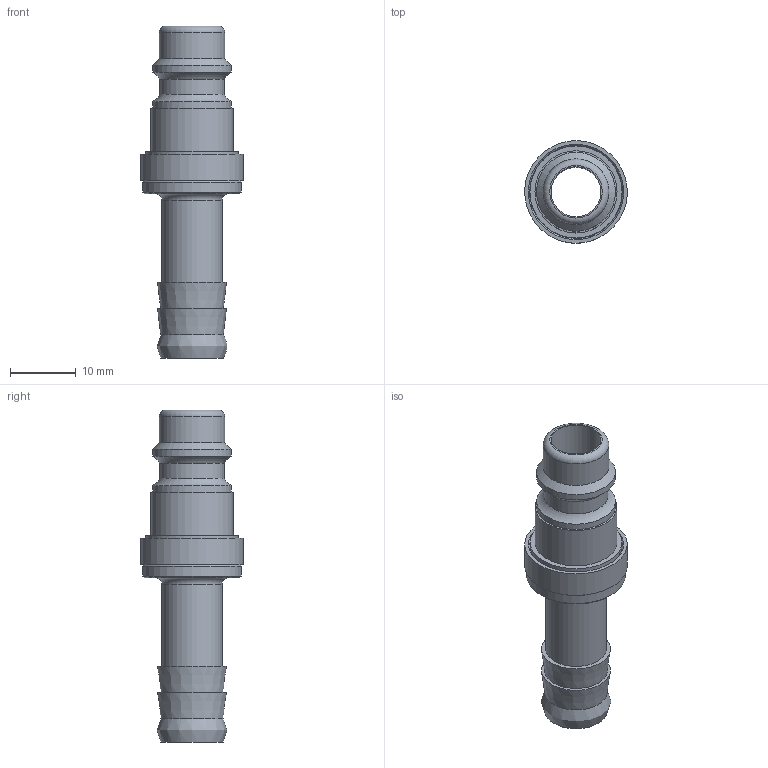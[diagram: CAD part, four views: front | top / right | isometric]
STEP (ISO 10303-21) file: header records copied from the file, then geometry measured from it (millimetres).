
FILE_DESCRIPTION(/* description */ (''),/* implementation_level */ '2;1');
FILE_NAME(/* name */ 'ESIFK 9 SG.stp',/* time_stamp */ '2021-09-08T07:46:13+02:00',/* author */ ('Fabian.schmidt'),/* organization */ (''),/* preprocessor_version */ 'ST-DEVELOPER v17',/* originating_system */ 'Autodesk Inventor 2018',/* authorisation */ '0 mm^3');
FILE_SCHEMA (('AUTOMOTIVE_DESIGN { 1 0 10303 214 3 1 1 }'));
Length unit declared in the file: millimetre
Products named in the file (1): LUE_00027988
Bounding box: 15.57 x 15.57 x 50.5 mm (x, y, z)
Volume: 2584 mm3; surface area: 3636.8 mm2
Topology: 2 solids, 2 shells, 33 faces, 85 edges, 61 vertices
Faces by surface type: cylinder 11, plane 9, cone 8, torus 4, bspline 1
Full cylindrical faces by diameter (mm): 7.6 x1, 9.2 x1, 9.75 x1, 10 x1, 12 x2, 12.5 x1, 14 x1, 14.1 x1, 15 x1, 15.6 x1
Entity records: 1150 total; most frequent: DIRECTION 217, CARTESIAN_POINT 206, ORIENTED_EDGE 170, AXIS2_PLACEMENT_3D 99, EDGE_CURVE 85, CIRCLE 66, VERTEX_POINT 61, EDGE_LOOP 42
